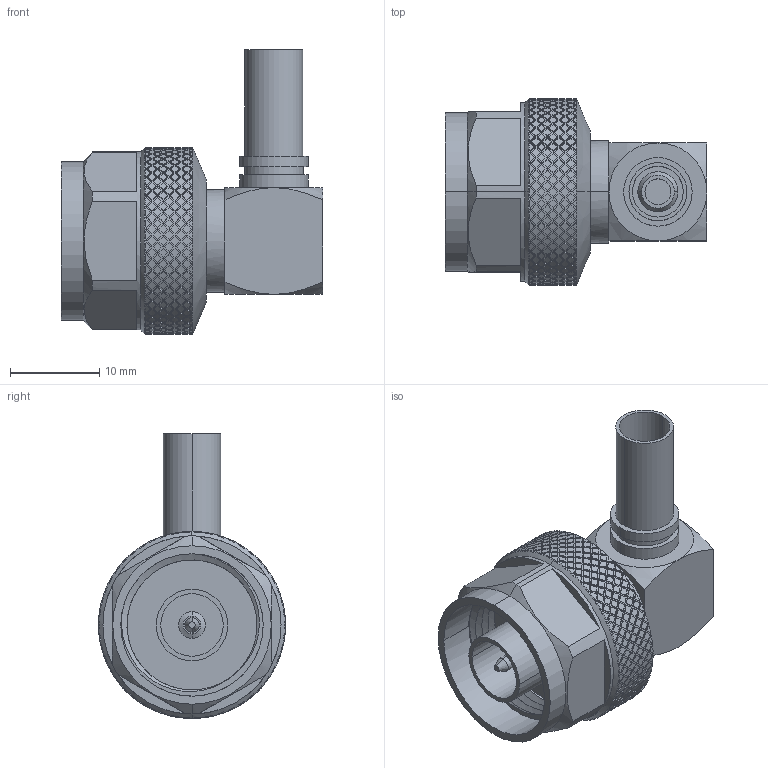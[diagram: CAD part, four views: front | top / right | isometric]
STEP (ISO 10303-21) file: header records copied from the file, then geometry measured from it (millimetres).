
FILE_DESCRIPTION((''),'2;1');
FILE_NAME('1','2021-08-11T',('Administrator'),(''),'PRO/ENGINEER BY PARAMETRIC TECHNOLOGY CORPORATION, 2012090','PRO/ENGINEER BY PARAMETRIC TECHNOLOGY CORPORATION, 2012090','');
FILE_SCHEMA(('CONFIG_CONTROL_DESIGN'));
Products named in the file (1): 1
Bounding box: 29.4 x 21 x 32 mm (x, y, z)
Volume: 5387.5 mm3; surface area: 3950.3 mm2
Topology: 1 solids, 1 shells, 3396 faces, 8018 edges, 4637 vertices
Faces by surface type: bspline 2852, cylinder 485, plane 37, cone 22
Entity records: 170335 total; most frequent: CARTESIAN_POINT 115689, ORIENTED_EDGE 16036, EDGE_CURVE 8018, B_SPLINE_CURVE_WITH_KNOTS 6792, VERTEX_POINT 4637, EDGE_LOOP 3409, FACE_OUTER_BOUND 3396, ADVANCED_FACE 3396
